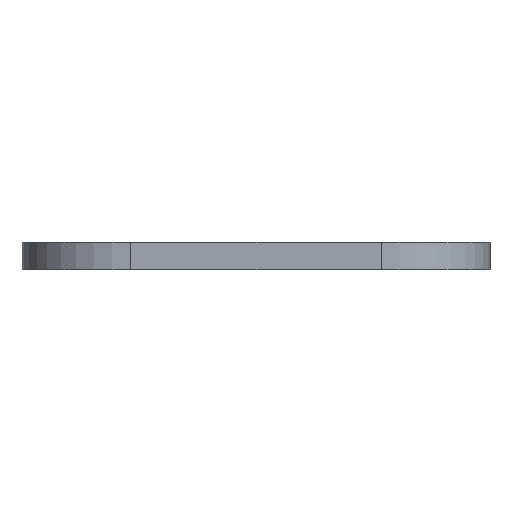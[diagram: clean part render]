
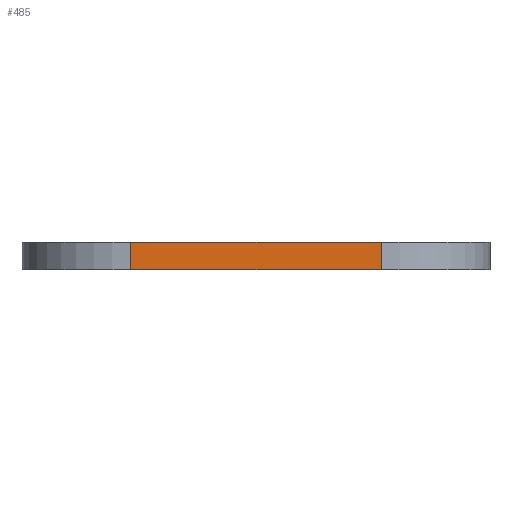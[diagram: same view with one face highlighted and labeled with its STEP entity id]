
A CAD part, left-side view. The second image highlights one B-rep face of the part: STEP entity #485.
In plain terms, the highlighted planar face has unit normal (-1, 0, 0).
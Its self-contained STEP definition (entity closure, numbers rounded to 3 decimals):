
#167 = VERTEX_POINT('',#168);
#168 = CARTESIAN_POINT('',(-113.,23.004,0.));
#175 = EDGE_CURVE('',#176,#167,#178,.T.);
#176 = VERTEX_POINT('',#177);
#177 = CARTESIAN_POINT('',(-113.,-23.004,0.));
#178 = LINE('',#179,#180);
#179 = CARTESIAN_POINT('',(-113.,-43.004,0.));
#180 = VECTOR('',#181,1.);
#181 = DIRECTION('',(0.,1.,0.));
#440 = EDGE_CURVE('',#176,#441,#443,.T.);
#441 = VERTEX_POINT('',#442);
#442 = CARTESIAN_POINT('',(-113.,-23.004,5.));
#443 = LINE('',#444,#445);
#444 = CARTESIAN_POINT('',(-113.,-23.004,0.));
#445 = VECTOR('',#446,1.);
#446 = DIRECTION('',(0.,0.,1.));
#485 = ADVANCED_FACE('',(#486),#504,.T.);
#486 = FACE_BOUND('',#487,.T.);
#487 = EDGE_LOOP('',(#488,#489,#490,#498));
#488 = ORIENTED_EDGE('',*,*,#175,.F.);
#489 = ORIENTED_EDGE('',*,*,#440,.T.);
#490 = ORIENTED_EDGE('',*,*,#491,.T.);
#491 = EDGE_CURVE('',#441,#492,#494,.T.);
#492 = VERTEX_POINT('',#493);
#493 = CARTESIAN_POINT('',(-113.,23.004,5.));
#494 = LINE('',#495,#496);
#495 = CARTESIAN_POINT('',(-113.,-43.004,5.));
#496 = VECTOR('',#497,1.);
#497 = DIRECTION('',(0.,1.,0.));
#498 = ORIENTED_EDGE('',*,*,#499,.F.);
#499 = EDGE_CURVE('',#167,#492,#500,.T.);
#500 = LINE('',#501,#502);
#501 = CARTESIAN_POINT('',(-113.,23.004,0.));
#502 = VECTOR('',#503,1.);
#503 = DIRECTION('',(0.,0.,1.));
#504 = PLANE('',#505);
#505 = AXIS2_PLACEMENT_3D('',#506,#507,#508);
#506 = CARTESIAN_POINT('',(-113.,-43.004,0.));
#507 = DIRECTION('',(-1.,0.,0.));
#508 = DIRECTION('',(0.,1.,0.));
